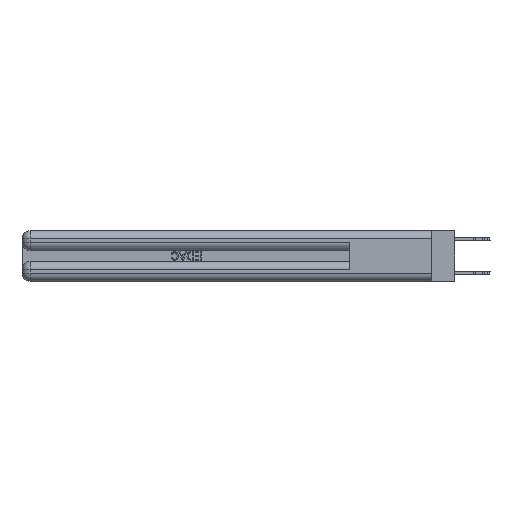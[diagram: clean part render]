
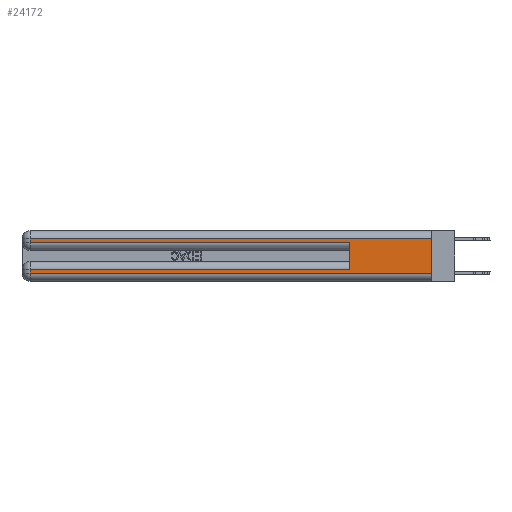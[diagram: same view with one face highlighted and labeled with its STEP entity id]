
A CAD part, left-side view. The second image highlights one B-rep face of the part: STEP entity #24172.
In plain terms, the highlighted planar face has unit normal (-1, 0, 0).
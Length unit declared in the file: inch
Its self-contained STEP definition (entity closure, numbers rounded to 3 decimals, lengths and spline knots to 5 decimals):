
#329 = VERTEX_POINT ( 'NONE', #16014 ) ;
#978 = VECTOR ( 'NONE', #21705, 39.37008 ) ;
#1865 = EDGE_CURVE ( 'NONE', #17811, #21633, #8184, .T. ) ;
#2549 = ORIENTED_EDGE ( 'NONE', *, *, #9209, .T. ) ;
#3209 = EDGE_CURVE ( 'NONE', #13006, #329, #3225, .T. ) ;
#3225 = LINE ( 'NONE', #6129, #7370 ) ;
#5165 = ORIENTED_EDGE ( 'NONE', *, *, #3209, .T. ) ;
#5257 = LINE ( 'NONE', #18562, #20079 ) ;
#5258 = VERTEX_POINT ( 'NONE', #9776 ) ;
#6129 = CARTESIAN_POINT ( 'NONE',  ( 0., 0., 0.31 ) ) ;
#6180 = CARTESIAN_POINT ( 'NONE',  ( 0., 0., 0.085 ) ) ;
#6476 = EDGE_CURVE ( 'NONE', #23490, #32904, #32071, .T. ) ;
#6692 = CARTESIAN_POINT ( 'NONE',  ( 0., 0., 0.37 ) ) ;
#7336 = VECTOR ( 'NONE', #8312, 39.37008 ) ;
#7370 = VECTOR ( 'NONE', #29601, 39.37008 ) ;
#8184 = LINE ( 'NONE', #31977, #19011 ) ;
#8235 = EDGE_CURVE ( 'NONE', #23490, #23709, #26763, .T. ) ;
#8312 = DIRECTION ( 'NONE',  ( 0., -1., 0. ) ) ;
#8492 = VECTOR ( 'NONE', #25871, 39.37008 ) ;
#9209 = EDGE_CURVE ( 'NONE', #329, #5258, #5257, .T. ) ;
#9451 = CARTESIAN_POINT ( 'NONE',  ( 0., 0., 0.37 ) ) ;
#9727 = ORIENTED_EDGE ( 'NONE', *, *, #28801, .F. ) ;
#9776 = CARTESIAN_POINT ( 'NONE',  ( 0., 2.94, 0.285 ) ) ;
#10074 = AXIS2_PLACEMENT_3D ( 'NONE', #9451, #15257, #28149 ) ;
#10604 = CARTESIAN_POINT ( 'NONE',  ( 0., 2.94, 0.06 ) ) ;
#11081 = DIRECTION ( 'NONE',  ( 0., -1., 0. ) ) ;
#13006 = VERTEX_POINT ( 'NONE', #28101 ) ;
#13303 = LINE ( 'NONE', #15853, #8492 ) ;
#13321 = EDGE_LOOP ( 'NONE', ( #9727, #5165, #2549, #33003, #33240, #13938, #27236, #23391 ) ) ;
#13938 = ORIENTED_EDGE ( 'NONE', *, *, #8235, .T. ) ;
#15257 = DIRECTION ( 'NONE',  ( 1., 0., 0. ) ) ;
#15853 = CARTESIAN_POINT ( 'NONE',  ( 0., 2.94, 0.37 ) ) ;
#15950 = CARTESIAN_POINT ( 'NONE',  ( 0., 0.6, 0.145 ) ) ;
#16014 = CARTESIAN_POINT ( 'NONE',  ( 0., 2.94, 0.31 ) ) ;
#16314 = VECTOR ( 'NONE', #21035, 39.37008 ) ;
#17811 = VERTEX_POINT ( 'NONE', #10604 ) ;
#18134 = CARTESIAN_POINT ( 'NONE',  ( 0., 0., 0.06 ) ) ;
#18562 = CARTESIAN_POINT ( 'NONE',  ( 0., 2.94, 0.37 ) ) ;
#19011 = VECTOR ( 'NONE', #11081, 39.37008 ) ;
#19428 = EDGE_CURVE ( 'NONE', #23709, #17811, #13303, .T. ) ;
#20079 = VECTOR ( 'NONE', #26180, 39.37008 ) ;
#21035 = DIRECTION ( 'NONE',  ( 0., 1., 0. ) ) ;
#21062 = DIRECTION ( 'NONE',  ( 0., 0., 1. ) ) ;
#21633 = VERTEX_POINT ( 'NONE', #18134 ) ;
#21705 = DIRECTION ( 'NONE',  ( 0., 0., -1. ) ) ;
#22110 = EDGE_CURVE ( 'NONE', #5258, #32904, #26344, .T. ) ;
#23391 = ORIENTED_EDGE ( 'NONE', *, *, #1865, .T. ) ;
#23490 = VERTEX_POINT ( 'NONE', #26221 ) ;
#23709 = VERTEX_POINT ( 'NONE', #26891 ) ;
#24172 = ADVANCED_FACE ( 'NONE', ( #32914 ), #25607, .F. ) ;
#25607 = PLANE ( 'NONE',  #10074 ) ;
#25871 = DIRECTION ( 'NONE',  ( 0., 0., -1. ) ) ;
#26180 = DIRECTION ( 'NONE',  ( 0., 0., -1. ) ) ;
#26221 = CARTESIAN_POINT ( 'NONE',  ( 0., 0.6, 0.085 ) ) ;
#26344 = LINE ( 'NONE', #28723, #7336 ) ;
#26763 = LINE ( 'NONE', #6180, #16314 ) ;
#26891 = CARTESIAN_POINT ( 'NONE',  ( 0., 2.94, 0.085 ) ) ;
#27236 = ORIENTED_EDGE ( 'NONE', *, *, #19428, .T. ) ;
#27690 = CARTESIAN_POINT ( 'NONE',  ( 0., 0.6, 0.285 ) ) ;
#28101 = CARTESIAN_POINT ( 'NONE',  ( 0., 0., 0.31 ) ) ;
#28149 = DIRECTION ( 'NONE',  ( 0., 0., -1. ) ) ;
#28723 = CARTESIAN_POINT ( 'NONE',  ( 0., 0., 0.285 ) ) ;
#28801 = EDGE_CURVE ( 'NONE', #13006, #21633, #29329, .T. ) ;
#29329 = LINE ( 'NONE', #6692, #978 ) ;
#29601 = DIRECTION ( 'NONE',  ( 0., 1., 0. ) ) ;
#31419 = VECTOR ( 'NONE', #21062, 39.37008 ) ;
#31977 = CARTESIAN_POINT ( 'NONE',  ( 0., 0., 0.06 ) ) ;
#32071 = LINE ( 'NONE', #15950, #31419 ) ;
#32904 = VERTEX_POINT ( 'NONE', #27690 ) ;
#32914 = FACE_OUTER_BOUND ( 'NONE', #13321, .T. ) ;
#33003 = ORIENTED_EDGE ( 'NONE', *, *, #22110, .T. ) ;
#33240 = ORIENTED_EDGE ( 'NONE', *, *, #6476, .F. ) ;
